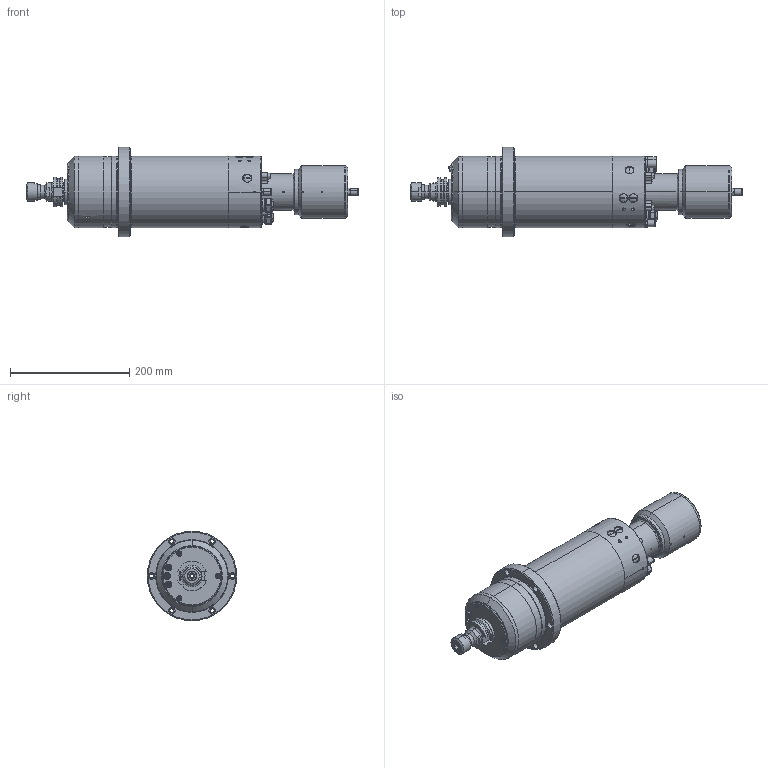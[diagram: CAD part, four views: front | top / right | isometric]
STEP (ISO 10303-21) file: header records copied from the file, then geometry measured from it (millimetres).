
FILE_DESCRIPTION (( 'STEP AP203' ), '1' );
FILE_NAME ('120A24BFP-00-.STEP', '2012-09-26T06:31:03', ( '' ), ( '' ), 'SwSTEP 2.0', 'SolidWorks 2012', '' );
FILE_SCHEMA (( 'CONFIG_CONTROL_DESIGN' ));
Length unit declared in the file: millimetre
Products named in the file (1): 120A24BFP-00-
Bounding box: 556.59 x 150 x 150 mm (x, y, z)
Surface area: 267974.8 mm2 (no closed solid volume)
Topology: 0 solids, 84 shells, 818 faces, 2482 edges, 1743 vertices
Faces by surface type: cylinder 332, plane 305, cone 113, torus 55, sphere 12, bspline 1
Entity records: 29990 total; most frequent: CARTESIAN_POINT 7164, DIRECTION 5176, ORIENTED_EDGE 3989, EDGE_CURVE 2471, AXIS2_PLACEMENT_3D 2041, VERTEX_POINT 1740, CIRCLE 1223, VECTOR 1094
